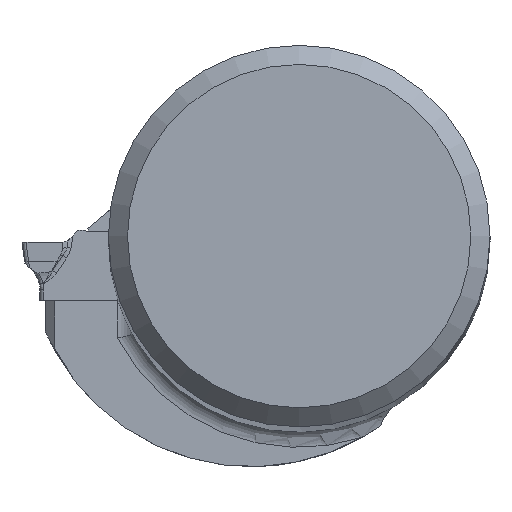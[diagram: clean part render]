
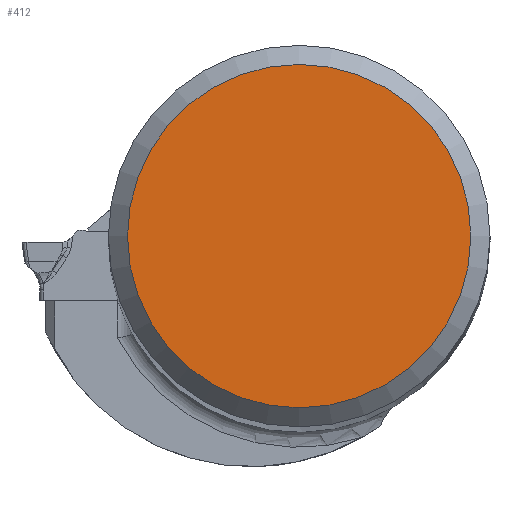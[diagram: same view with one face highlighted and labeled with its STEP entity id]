
A CAD part, top view. The second image highlights one B-rep face of the part: STEP entity #412.
In plain terms, the highlighted planar face has unit normal (0, 0, 1).
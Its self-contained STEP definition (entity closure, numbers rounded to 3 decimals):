
#200=FACE_OUTER_BOUND('',#991,.T.);
#412=ADVANCED_FACE('TB_BL_N5_SU8',(#200),#537,.F.);
#537=PLANE('',#2548);
#991=EDGE_LOOP('',(#1225));
#1225=ORIENTED_EDGE('',*,*,#2113,.T.);
#1861=VERTEX_POINT('',#3660);
#2113=EDGE_CURVE('',#1861,#1861,#2399,.T.);
#2399=CIRCLE('',#2546,8.982);
#2546=AXIS2_PLACEMENT_3D('',#3659,#2858,#2859);
#2548=AXIS2_PLACEMENT_3D('',#3662,#2862,#2863);
#2858=DIRECTION('',(0.,0.,1.));
#2859=DIRECTION('',(1.,0.,0.));
#2862=DIRECTION('',(0.,0.,-1.));
#2863=DIRECTION('',(-1.,0.,0.));
#3659=CARTESIAN_POINT('',(0.,0.,0.));
#3660=CARTESIAN_POINT('',(8.982,0.,0.));
#3662=CARTESIAN_POINT('',(8.982,0.,0.));
